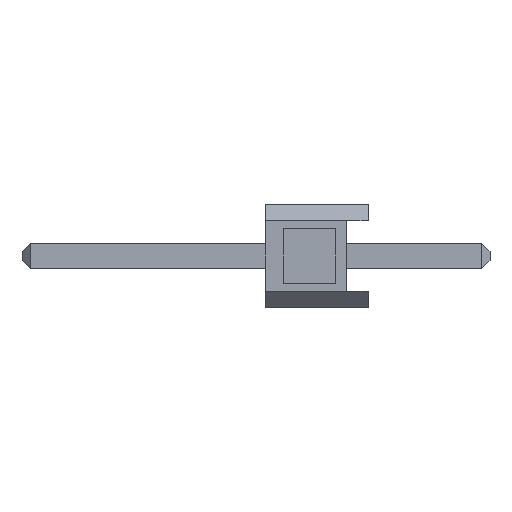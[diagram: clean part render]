
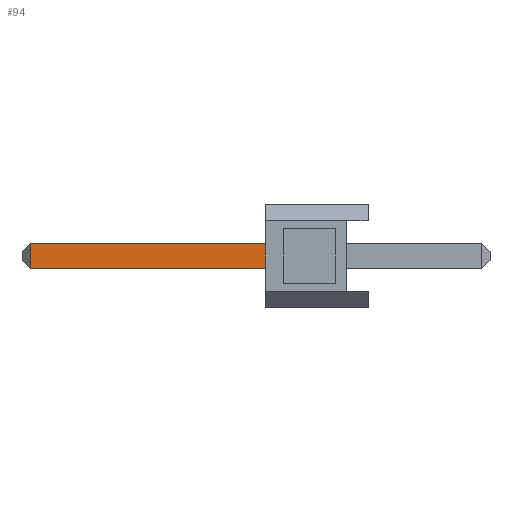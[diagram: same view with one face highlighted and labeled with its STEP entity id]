
A CAD part, left-side view. The second image highlights one B-rep face of the part: STEP entity #94.
In plain terms, the highlighted planar face has unit normal (-1, 0, 0).
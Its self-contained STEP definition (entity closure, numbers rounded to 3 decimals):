
#33 = VECTOR ( 'NONE', #980, 1000. ) ;
#94 = ADVANCED_FACE ( 'NONE', ( #433 ), #414, .T. ) ;
#116 = LINE ( 'NONE', #1364, #1481 ) ;
#125 = VERTEX_POINT ( 'NONE', #1118 ) ;
#259 = CARTESIAN_POINT ( 'NONE',  ( -0.32, 8.34, 0.32 ) ) ;
#286 = DIRECTION ( 'NONE',  ( 0., 0., 1. ) ) ;
#328 = AXIS2_PLACEMENT_3D ( 'NONE', #1454, #995, #286 ) ;
#365 = EDGE_CURVE ( 'NONE', #125, #739, #116, .T. ) ;
#414 = PLANE ( 'NONE',  #328 ) ;
#433 = FACE_OUTER_BOUND ( 'NONE', #892, .T. ) ;
#630 = ORIENTED_EDGE ( 'NONE', *, *, #681, .T. ) ;
#681 = EDGE_CURVE ( 'NONE', #739, #797, #1543, .T. ) ;
#739 = VERTEX_POINT ( 'NONE', #259 ) ;
#747 = EDGE_CURVE ( 'NONE', #1213, #797, #1361, .T. ) ;
#777 = ORIENTED_EDGE ( 'NONE', *, *, #747, .F. ) ;
#797 = VERTEX_POINT ( 'NONE', #1139 ) ;
#798 = LINE ( 'NONE', #1787, #1206 ) ;
#892 = EDGE_LOOP ( 'NONE', ( #1884, #630, #777, #1086 ) ) ;
#962 = CARTESIAN_POINT ( 'NONE',  ( -0.32, 8.34, -0.32 ) ) ;
#980 = DIRECTION ( 'NONE',  ( 0., 1., 0. ) ) ;
#995 = DIRECTION ( 'NONE',  ( -1., 0., 0. ) ) ;
#1086 = ORIENTED_EDGE ( 'NONE', *, *, #1661, .F. ) ;
#1117 = CARTESIAN_POINT ( 'NONE',  ( -0.32, -3., -0.32 ) ) ;
#1118 = CARTESIAN_POINT ( 'NONE',  ( -0.32, 2.54, 0.32 ) ) ;
#1139 = CARTESIAN_POINT ( 'NONE',  ( -0.32, 8.34, -0.32 ) ) ;
#1146 = VECTOR ( 'NONE', #1722, 1000. ) ;
#1178 = DIRECTION ( 'NONE',  ( 0., 0., -1. ) ) ;
#1206 = VECTOR ( 'NONE', #1178, 1000. ) ;
#1213 = VERTEX_POINT ( 'NONE', #1655 ) ;
#1361 = LINE ( 'NONE', #1117, #33 ) ;
#1364 = CARTESIAN_POINT ( 'NONE',  ( -0.32, -3., 0.32 ) ) ;
#1454 = CARTESIAN_POINT ( 'NONE',  ( -0.32, -3., -0.32 ) ) ;
#1481 = VECTOR ( 'NONE', #1826, 1000. ) ;
#1543 = LINE ( 'NONE', #962, #1146 ) ;
#1655 = CARTESIAN_POINT ( 'NONE',  ( -0.32, 2.54, -0.32 ) ) ;
#1661 = EDGE_CURVE ( 'NONE', #125, #1213, #798, .T. ) ;
#1722 = DIRECTION ( 'NONE',  ( 0., 0., -1. ) ) ;
#1787 = CARTESIAN_POINT ( 'NONE',  ( -0.32, 2.54, 0. ) ) ;
#1826 = DIRECTION ( 'NONE',  ( 0., 1., 0. ) ) ;
#1884 = ORIENTED_EDGE ( 'NONE', *, *, #365, .T. ) ;
